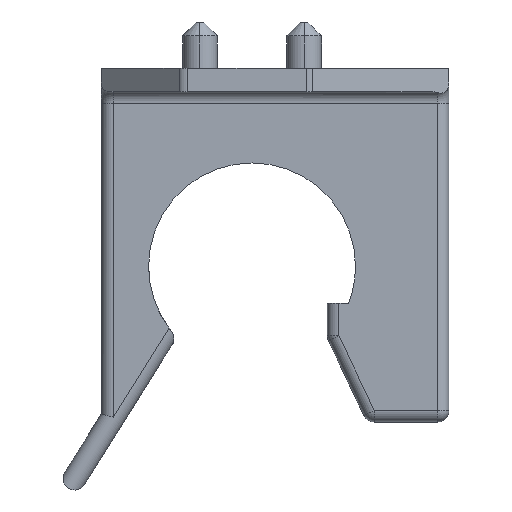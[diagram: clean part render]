
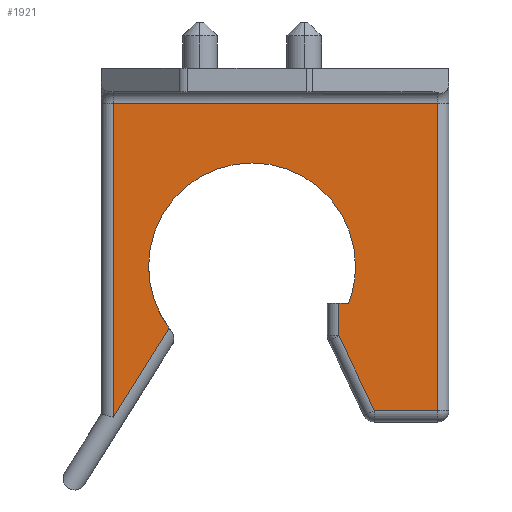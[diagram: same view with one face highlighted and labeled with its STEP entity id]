
A CAD part, left-side view. The second image highlights one B-rep face of the part: STEP entity #1921.
In plain terms, the highlighted planar face has unit normal (-1, 0, 0).
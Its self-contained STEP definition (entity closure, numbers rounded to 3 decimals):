
#11 = ORIENTED_EDGE ( 'NONE', *, *, #620, .T. ) ;
#16 = DIRECTION ( 'NONE',  ( 1., 0., 0. ) ) ;
#47 = DIRECTION ( 'NONE',  ( 0., 0., -1. ) ) ;
#96 = VECTOR ( 'NONE', #162, 1000. ) ;
#97 = CARTESIAN_POINT ( 'NONE',  ( -23.435, 1.559, -18.3 ) ) ;
#118 = CARTESIAN_POINT ( 'NONE',  ( -23.435, 8.059, -15.1 ) ) ;
#146 = LINE ( 'NONE', #2385, #1382 ) ;
#162 = DIRECTION ( 'NONE',  ( 0., -0.531, 0.847 ) ) ;
#186 = CARTESIAN_POINT ( 'NONE',  ( -23.435, -2.495, -27.532 ) ) ;
#232 = ORIENTED_EDGE ( 'NONE', *, *, #1031, .T. ) ;
#242 = DIRECTION ( 'NONE',  ( -1., 0., 0. ) ) ;
#302 = CARTESIAN_POINT ( 'NONE',  ( -23.435, -2.766, -28.105 ) ) ;
#303 = ORIENTED_EDGE ( 'NONE', *, *, #1457, .F. ) ;
#357 = VERTEX_POINT ( 'NONE', #2535 ) ;
#402 = DIRECTION ( 'NONE',  ( 0., 1., 0. ) ) ;
#499 = LINE ( 'NONE', #617, #2497 ) ;
#582 = CARTESIAN_POINT ( 'NONE',  ( -23.435, 0.559, -18.3 ) ) ;
#595 = CARTESIAN_POINT ( 'NONE',  ( -23.435, -8.941, -6. ) ) ;
#617 = CARTESIAN_POINT ( 'NONE',  ( -23.435, 20.059, -6. ) ) ;
#618 = FACE_OUTER_BOUND ( 'NONE', #2607, .T. ) ;
#620 = EDGE_CURVE ( 'NONE', #357, #1351, #146, .T. ) ;
#642 = VERTEX_POINT ( 'NONE', #3194 ) ;
#652 = VERTEX_POINT ( 'NONE', #1287 ) ;
#657 = LINE ( 'NONE', #302, #1072 ) ;
#702 = CARTESIAN_POINT ( 'NONE',  ( -23.435, 20.059, -28.114 ) ) ;
#725 = EDGE_CURVE ( 'NONE', #1555, #2509, #901, .T. ) ;
#755 = CARTESIAN_POINT ( 'NONE',  ( -23.435, 0.559, -21.3 ) ) ;
#790 = ORIENTED_EDGE ( 'NONE', *, *, #2182, .T. ) ;
#843 = DIRECTION ( 'NONE',  ( 0., -0.428, -0.904 ) ) ;
#901 = CIRCLE ( 'NONE', #1000, 8.931 ) ;
#905 = EDGE_CURVE ( 'NONE', #2401, #652, #2981, .T. ) ;
#1000 = AXIS2_PLACEMENT_3D ( 'NONE', #1870, #242, #2992 ) ;
#1031 = EDGE_CURVE ( 'NONE', #2672, #357, #1543, .T. ) ;
#1060 = ORIENTED_EDGE ( 'NONE', *, *, #905, .F. ) ;
#1072 = VECTOR ( 'NONE', #843, 1000. ) ;
#1099 = CARTESIAN_POINT ( 'NONE',  ( -23.435, 0.559, -21.076 ) ) ;
#1114 = VECTOR ( 'NONE', #3436, 1000. ) ;
#1120 = DIRECTION ( 'NONE',  ( 0., 1., 0. ) ) ;
#1147 = AXIS2_PLACEMENT_3D ( 'NONE', #595, #16, #2997 ) ;
#1287 = CARTESIAN_POINT ( 'NONE',  ( -23.435, 15.233, -20.419 ) ) ;
#1318 = EDGE_CURVE ( 'NONE', #642, #2667, #499, .T. ) ;
#1351 = VERTEX_POINT ( 'NONE', #3008 ) ;
#1382 = VECTOR ( 'NONE', #2891, 1000. ) ;
#1446 = ORIENTED_EDGE ( 'NONE', *, *, #1940, .T. ) ;
#1457 = EDGE_CURVE ( 'NONE', #2509, #2401, #2386, .T. ) ;
#1543 = LINE ( 'NONE', #2566, #2091 ) ;
#1555 = VERTEX_POINT ( 'NONE', #3061 ) ;
#1584 = LINE ( 'NONE', #755, #1114 ) ;
#1616 = ORIENTED_EDGE ( 'NONE', *, *, #1910, .T. ) ;
#1639 = PLANE ( 'NONE',  #1147 ) ;
#1650 = ORIENTED_EDGE ( 'NONE', *, *, #725, .F. ) ;
#1730 = ORIENTED_EDGE ( 'NONE', *, *, #1318, .T. ) ;
#1736 = CARTESIAN_POINT ( 'NONE',  ( -23.435, 8.059, -15.1 ) ) ;
#1799 = LINE ( 'NONE', #2719, #3313 ) ;
#1870 = CARTESIAN_POINT ( 'NONE',  ( -23.435, 8.059, -15.1 ) ) ;
#1910 = EDGE_CURVE ( 'NONE', #1351, #642, #1799, .T. ) ;
#1921 = ADVANCED_FACE ( 'NONE', ( #618 ), #1639, .F. ) ;
#1938 = DIRECTION ( 'NONE',  ( -1., 0., 0. ) ) ;
#1940 = EDGE_CURVE ( 'NONE', #2391, #2672, #657, .T. ) ;
#2002 = DIRECTION ( 'NONE',  ( 0., -1., 0. ) ) ;
#2021 = DIRECTION ( 'NONE',  ( -1., 0., 0. ) ) ;
#2050 = CARTESIAN_POINT ( 'NONE',  ( -23.435, 15.406, -20.694 ) ) ;
#2091 = VECTOR ( 'NONE', #3110, 1000. ) ;
#2182 = EDGE_CURVE ( 'NONE', #2445, #2391, #1584, .T. ) ;
#2385 = CARTESIAN_POINT ( 'NONE',  ( -23.435, -7.941, -6. ) ) ;
#2386 = CIRCLE ( 'NONE', #2681, 8.931 ) ;
#2391 = VERTEX_POINT ( 'NONE', #1099 ) ;
#2401 = VERTEX_POINT ( 'NONE', #2449 ) ;
#2445 = VERTEX_POINT ( 'NONE', #582 ) ;
#2449 = CARTESIAN_POINT ( 'NONE',  ( -23.435, 16.99, -15.1 ) ) ;
#2497 = VECTOR ( 'NONE', #47, 1000. ) ;
#2509 = VERTEX_POINT ( 'NONE', #2770 ) ;
#2535 = CARTESIAN_POINT ( 'NONE',  ( -23.435, -7.941, -27.532 ) ) ;
#2566 = CARTESIAN_POINT ( 'NONE',  ( -23.435, -8.941, -27.532 ) ) ;
#2571 = AXIS2_PLACEMENT_3D ( 'NONE', #1736, #1938, #1120 ) ;
#2607 = EDGE_LOOP ( 'NONE', ( #232, #11, #1616, #1730, #3064, #1060, #303, #1650, #2835, #790, #1446 ) ) ;
#2666 = EDGE_CURVE ( 'NONE', #2667, #652, #2683, .T. ) ;
#2667 = VERTEX_POINT ( 'NONE', #702 ) ;
#2672 = VERTEX_POINT ( 'NONE', #186 ) ;
#2681 = AXIS2_PLACEMENT_3D ( 'NONE', #118, #2021, #402 ) ;
#2683 = LINE ( 'NONE', #2050, #96 ) ;
#2717 = LINE ( 'NONE', #97, #3169 ) ;
#2719 = CARTESIAN_POINT ( 'NONE',  ( -23.435, -8.941, -1. ) ) ;
#2770 = CARTESIAN_POINT ( 'NONE',  ( -23.435, -0.872, -15.1 ) ) ;
#2835 = ORIENTED_EDGE ( 'NONE', *, *, #3099, .F. ) ;
#2891 = DIRECTION ( 'NONE',  ( 0., 0., 1. ) ) ;
#2966 = DIRECTION ( 'NONE',  ( 0., 1., 0. ) ) ;
#2981 = CIRCLE ( 'NONE', #2571, 8.931 ) ;
#2992 = DIRECTION ( 'NONE',  ( 0., 1., 0. ) ) ;
#2997 = DIRECTION ( 'NONE',  ( 0., 1., 0. ) ) ;
#3008 = CARTESIAN_POINT ( 'NONE',  ( -23.435, -7.941, -1. ) ) ;
#3061 = CARTESIAN_POINT ( 'NONE',  ( -23.435, -0.279, -18.3 ) ) ;
#3064 = ORIENTED_EDGE ( 'NONE', *, *, #2666, .T. ) ;
#3099 = EDGE_CURVE ( 'NONE', #2445, #1555, #2717, .T. ) ;
#3110 = DIRECTION ( 'NONE',  ( 0., -1., 0. ) ) ;
#3169 = VECTOR ( 'NONE', #2002, 1000. ) ;
#3194 = CARTESIAN_POINT ( 'NONE',  ( -23.435, 20.059, -1. ) ) ;
#3313 = VECTOR ( 'NONE', #2966, 1000. ) ;
#3436 = DIRECTION ( 'NONE',  ( 0., 0., -1. ) ) ;
